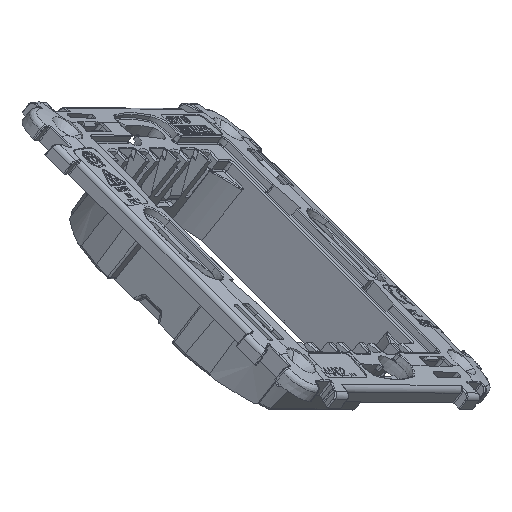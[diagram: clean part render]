
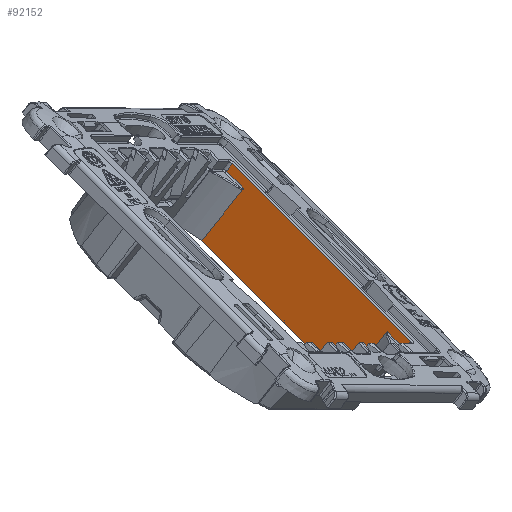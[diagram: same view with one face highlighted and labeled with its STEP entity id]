
A CAD part, isometric view. The second image highlights one B-rep face of the part: STEP entity #92152.
In plain terms, the highlighted face is planar.
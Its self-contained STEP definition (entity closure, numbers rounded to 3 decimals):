
#3640=CARTESIAN_POINT('Vertex',(-22.597,-22.247,0.797)) ;
#3695=CARTESIAN_POINT('Vertex',(-22.597,22.247,0.797)) ;
#3705=CARTESIAN_POINT('Line Origine',(-22.597,0.,0.797)) ;
#22071=CARTESIAN_POINT('Vertex',(-22.583,-22.233,-0.803)) ;
#22074=CARTESIAN_POINT('Line Origine',(-22.541,-22.191,-5.65)) ;
#22099=CARTESIAN_POINT('Vertex',(-22.583,22.233,-0.803)) ;
#22107=CARTESIAN_POINT('Line Origine',(-22.541,22.191,-5.65)) ;
#90400=CARTESIAN_POINT('Vertex',(-22.482,18.,-12.4)) ;
#90403=CARTESIAN_POINT('Line Origine',(-22.482,0.,-12.4)) ;
#90407=CARTESIAN_POINT('Vertex',(-22.482,-18.,-12.4)) ;
#91446=CARTESIAN_POINT('Vertex',(-22.583,17.997,-0.803)) ;
#91456=CARTESIAN_POINT('Line Origine',(-22.583,0.,-0.803)) ;
#91509=CARTESIAN_POINT('Control Point',(-22.581,17.929,-1.1)) ;
#91510=CARTESIAN_POINT('Control Point',(-22.581,17.929,-1.054)) ;
#91511=CARTESIAN_POINT('Control Point',(-22.582,17.928,-1.007)) ;
#91512=CARTESIAN_POINT('Vertex',(-22.581,17.929,-1.1)) ;
#91514=CARTESIAN_POINT('Vertex',(-22.582,17.928,-1.007)) ;
#91518=CARTESIAN_POINT('Control Point',(-22.482,18.,-12.4)) ;
#91519=CARTESIAN_POINT('Control Point',(-22.515,17.976,-8.633)) ;
#91520=CARTESIAN_POINT('Control Point',(-22.548,17.953,-4.867)) ;
#91521=CARTESIAN_POINT('Control Point',(-22.581,17.929,-1.1)) ;
#91712=CARTESIAN_POINT('Control Point',(-22.582,17.928,-1.007)) ;
#91713=CARTESIAN_POINT('Control Point',(-22.582,17.928,-0.924)) ;
#91714=CARTESIAN_POINT('Control Point',(-22.583,17.956,-0.853)) ;
#91715=CARTESIAN_POINT('Control Point',(-22.583,17.997,-0.803)) ;
#92105=CARTESIAN_POINT('Axis2P3D Location',(-22.6,0.,1.1)) ;
#92111=CARTESIAN_POINT('Control Point',(-22.581,-17.929,-1.1)) ;
#92112=CARTESIAN_POINT('Control Point',(-22.581,-17.929,-1.054)) ;
#92113=CARTESIAN_POINT('Control Point',(-22.582,-17.928,-1.007)) ;
#92114=CARTESIAN_POINT('Vertex',(-22.582,-17.928,-1.007)) ;
#92116=CARTESIAN_POINT('Vertex',(-22.581,-17.929,-1.1)) ;
#92120=CARTESIAN_POINT('Control Point',(-22.482,-18.,-12.4)) ;
#92121=CARTESIAN_POINT('Control Point',(-22.515,-17.976,-8.633)) ;
#92122=CARTESIAN_POINT('Control Point',(-22.548,-17.953,-4.867)) ;
#92123=CARTESIAN_POINT('Control Point',(-22.581,-17.929,-1.1)) ;
#92125=CARTESIAN_POINT('Line Origine',(-22.583,0.,-0.803)) ;
#92129=CARTESIAN_POINT('Vertex',(-22.583,-17.997,-0.803)) ;
#92133=CARTESIAN_POINT('Control Point',(-22.582,-17.928,-1.007)) ;
#92134=CARTESIAN_POINT('Control Point',(-22.582,-17.928,-0.924)) ;
#92135=CARTESIAN_POINT('Control Point',(-22.583,-17.956,-0.853)) ;
#92136=CARTESIAN_POINT('Control Point',(-22.583,-17.997,-0.803)) ;
#3706=DIRECTION('Vector Direction',(0.,-1.,0.)) ;
#22075=DIRECTION('Vector Direction',(0.009,0.009,-1.)) ;
#22108=DIRECTION('Vector Direction',(0.009,-0.009,-1.)) ;
#90404=DIRECTION('Vector Direction',(0.,1.,0.)) ;
#91457=DIRECTION('Vector Direction',(0.,1.,0.)) ;
#92106=DIRECTION('Axis2P3D Direction',(-1.,0.,-0.009)) ;
#92107=DIRECTION('Axis2P3D XDirection',(0.,1.,0.)) ;
#92126=DIRECTION('Vector Direction',(0.,1.,0.)) ;
#92108=AXIS2_PLACEMENT_3D('Plane Axis2P3D',#92105,#92106,#92107) ;
#92139=ORIENTED_EDGE('',*,*,#92118,.T.) ;
#92140=ORIENTED_EDGE('',*,*,#92124,.T.) ;
#92141=ORIENTED_EDGE('',*,*,#90409,.F.) ;
#92142=ORIENTED_EDGE('',*,*,#91522,.T.) ;
#92143=ORIENTED_EDGE('',*,*,#91516,.T.) ;
#92144=ORIENTED_EDGE('',*,*,#91716,.F.) ;
#92145=ORIENTED_EDGE('',*,*,#91460,.F.) ;
#92146=ORIENTED_EDGE('',*,*,#22111,.T.) ;
#92147=ORIENTED_EDGE('',*,*,#3709,.T.) ;
#92148=ORIENTED_EDGE('',*,*,#22078,.T.) ;
#92149=ORIENTED_EDGE('',*,*,#92131,.F.) ;
#92150=ORIENTED_EDGE('',*,*,#92137,.F.) ;
#3707=VECTOR('Line Direction',#3706,1.) ;
#22076=VECTOR('Line Direction',#22075,1.) ;
#22109=VECTOR('Line Direction',#22108,1.) ;
#90405=VECTOR('Line Direction',#90404,1.) ;
#91458=VECTOR('Line Direction',#91457,1.) ;
#92127=VECTOR('Line Direction',#92126,1.) ;
#92152=ADVANCED_FACE('PartBody',(#92151),#92109,.F.) ;
#91508=B_SPLINE_CURVE_WITH_KNOTS('',2,(#91509,#91510,#91511),.UNSPECIFIED.,.F.,.U.,(3,3),(0.,0.131),.UNSPECIFIED.) ;
#91517=B_SPLINE_CURVE_WITH_KNOTS('',3,(#91518,#91519,#91520,#91521),.UNSPECIFIED.,.F.,.U.,(4,4),(0.,15.982),.UNSPECIFIED.) ;
#91711=B_SPLINE_CURVE_WITH_KNOTS('',3,(#91712,#91713,#91714,#91715),.UNSPECIFIED.,.F.,.U.,(4,4),(0.,0.396),.UNSPECIFIED.) ;
#92110=B_SPLINE_CURVE_WITH_KNOTS('',2,(#92111,#92112,#92113),.UNSPECIFIED.,.F.,.U.,(3,3),(0.,0.131),.UNSPECIFIED.) ;
#92119=B_SPLINE_CURVE_WITH_KNOTS('',3,(#92120,#92121,#92122,#92123),.UNSPECIFIED.,.F.,.U.,(4,4),(0.,15.982),.UNSPECIFIED.) ;
#92132=B_SPLINE_CURVE_WITH_KNOTS('',3,(#92133,#92134,#92135,#92136),.UNSPECIFIED.,.F.,.U.,(4,4),(0.,0.396),.UNSPECIFIED.) ;
#3709=EDGE_CURVE('',#3696,#3641,#3708,.T.) ;
#22078=EDGE_CURVE('',#3641,#22072,#22077,.T.) ;
#22111=EDGE_CURVE('',#22100,#3696,#22110,.F.) ;
#90409=EDGE_CURVE('',#90401,#90408,#90406,.F.) ;
#91460=EDGE_CURVE('',#22100,#91447,#91459,.F.) ;
#91516=EDGE_CURVE('',#91513,#91515,#91508,.T.) ;
#91522=EDGE_CURVE('',#90401,#91513,#91517,.T.) ;
#91716=EDGE_CURVE('',#91447,#91515,#91711,.F.) ;
#92118=EDGE_CURVE('',#92115,#92117,#92110,.F.) ;
#92124=EDGE_CURVE('',#92117,#90408,#92119,.F.) ;
#92131=EDGE_CURVE('',#92130,#22072,#92128,.F.) ;
#92137=EDGE_CURVE('',#92115,#92130,#92132,.T.) ;
#92138=EDGE_LOOP('',(#92139,#92140,#92141,#92142,#92143,#92144,#92145,#92146,#92147,#92148,#92149,#92150)) ;
#92151=FACE_OUTER_BOUND('',#92138,.T.) ;
#3708=LINE('Line',#3705,#3707) ;
#22077=LINE('Line',#22074,#22076) ;
#22110=LINE('Line',#22107,#22109) ;
#90406=LINE('Line',#90403,#90405) ;
#91459=LINE('Line',#91456,#91458) ;
#92128=LINE('Line',#92125,#92127) ;
#92109=PLANE('',#92108) ;
#3641=VERTEX_POINT('',#3640) ;
#3696=VERTEX_POINT('',#3695) ;
#22072=VERTEX_POINT('',#22071) ;
#22100=VERTEX_POINT('',#22099) ;
#90401=VERTEX_POINT('',#90400) ;
#90408=VERTEX_POINT('',#90407) ;
#91447=VERTEX_POINT('',#91446) ;
#91513=VERTEX_POINT('',#91512) ;
#91515=VERTEX_POINT('',#91514) ;
#92115=VERTEX_POINT('',#92114) ;
#92117=VERTEX_POINT('',#92116) ;
#92130=VERTEX_POINT('',#92129) ;
